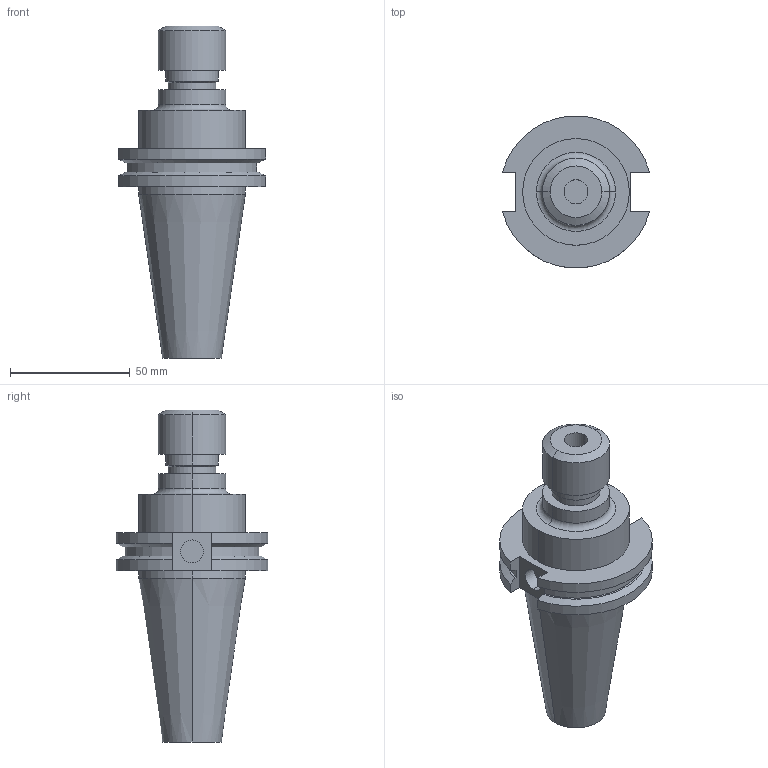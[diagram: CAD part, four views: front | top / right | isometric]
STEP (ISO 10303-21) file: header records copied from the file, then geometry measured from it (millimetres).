
FILE_DESCRIPTION (( 'STEP AP203' ), '1' );
FILE_NAME ('STP-5031-108-016-070-2(S2-22225).STEP', '2021-06-23T05:20:34', ( '' ), ( '' ), 'SwSTEP 2.0', 'SolidWorks 2017', '' );
FILE_SCHEMA (( 'CONFIG_CONTROL_DESIGN' ));
Length unit declared in the file: millimetre
Products named in the file (1): STP-5031-108-016-070-2(S2-22225)
Bounding box: 61.35 x 63.26 x 138.35 mm (x, y, z)
Volume: 147950.7 mm3; surface area: 25247.5 mm2
Topology: 1 solids, 1 shells, 63 faces, 144 edges, 91 vertices
Faces by surface type: cylinder 28, plane 21, cone 12, torus 2
Entity records: 1861 total; most frequent: DIRECTION 330, CARTESIAN_POINT 321, ORIENTED_EDGE 284, EDGE_CURVE 142, AXIS2_PLACEMENT_3D 132, VERTEX_POINT 91, EDGE_LOOP 73, CIRCLE 68
